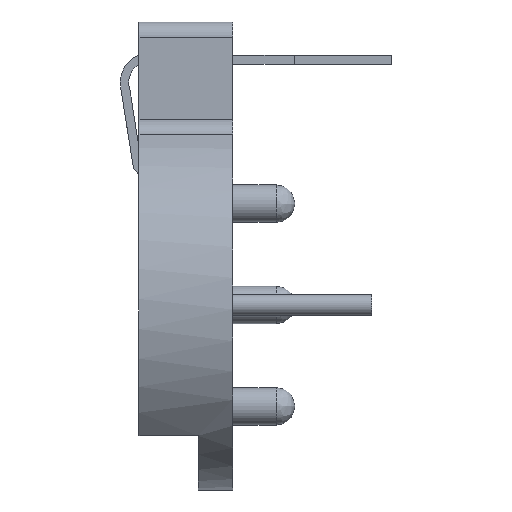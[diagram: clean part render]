
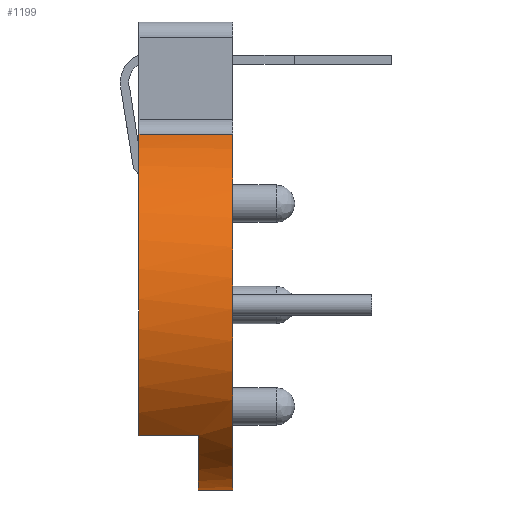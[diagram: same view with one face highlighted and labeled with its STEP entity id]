
A CAD part, left-side view. The second image highlights one B-rep face of the part: STEP entity #1199.
In plain terms, the highlighted cylindrical face has radius 7.531 mm (diameter 15.062 mm), a partial arc.
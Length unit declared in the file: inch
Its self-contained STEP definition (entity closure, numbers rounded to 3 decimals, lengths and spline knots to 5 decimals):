
#187 = AXIS2_PLACEMENT_3D ( 'NONE', #2216, #3225, #2428 ) ;
#258 = EDGE_CURVE ( 'NONE', #2949, #2845, #2826, .T. ) ;
#284 = DIRECTION ( 'NONE',  ( 0., -1., 0. ) ) ;
#413 = AXIS2_PLACEMENT_3D ( 'NONE', #2808, #1229, #3312 ) ;
#484 = VERTEX_POINT ( 'NONE', #2109 ) ;
#595 = ORIENTED_EDGE ( 'NONE', *, *, #1881, .T. ) ;
#725 = EDGE_CURVE ( 'NONE', #2333, #1692, #1728, .T. ) ;
#811 = EDGE_CURVE ( 'NONE', #2476, #2845, #1864, .T. ) ;
#829 = VECTOR ( 'NONE', #2490, 39.37008 ) ;
#1015 = CIRCLE ( 'NONE', #187, 0.2965 ) ;
#1022 = LINE ( 'NONE', #1296, #3033 ) ;
#1036 = ORIENTED_EDGE ( 'NONE', *, *, #725, .T. ) ;
#1051 = EDGE_CURVE ( 'NONE', #484, #2333, #3254, .T. ) ;
#1063 = CARTESIAN_POINT ( 'NONE',  ( 0., 0.15, -0.2965 ) ) ;
#1199 = ADVANCED_FACE ( 'NONE', ( #2750 ), #1993, .T. ) ;
#1229 = DIRECTION ( 'NONE',  ( 0., -1., 0. ) ) ;
#1293 = VECTOR ( 'NONE', #3100, 39.37008 ) ;
#1296 = CARTESIAN_POINT ( 'NONE',  ( -0.11344, 0.15, 0.27394 ) ) ;
#1406 = AXIS2_PLACEMENT_3D ( 'NONE', #2667, #2242, #2952 ) ;
#1516 = EDGE_LOOP ( 'NONE', ( #595, #2247, #1997, #1580, #1907, #1036 ) ) ;
#1580 = ORIENTED_EDGE ( 'NONE', *, *, #2037, .T. ) ;
#1692 = VERTEX_POINT ( 'NONE', #2727 ) ;
#1728 = LINE ( 'NONE', #2982, #829 ) ;
#1776 = CARTESIAN_POINT ( 'NONE',  ( 0., 0.055, -0.2965 ) ) ;
#1864 = CIRCLE ( 'NONE', #3054, 0.2965 ) ;
#1881 = EDGE_CURVE ( 'NONE', #1692, #2949, #1015, .T. ) ;
#1907 = ORIENTED_EDGE ( 'NONE', *, *, #1051, .T. ) ;
#1993 = CYLINDRICAL_SURFACE ( 'NONE', #1406, 0.2965 ) ;
#1997 = ORIENTED_EDGE ( 'NONE', *, *, #811, .F. ) ;
#2037 = EDGE_CURVE ( 'NONE', #2476, #484, #1022, .T. ) ;
#2109 = CARTESIAN_POINT ( 'NONE',  ( -0.11344, 0.15, 0.27394 ) ) ;
#2216 = CARTESIAN_POINT ( 'NONE',  ( 0., 0.055, 0. ) ) ;
#2242 = DIRECTION ( 'NONE',  ( 0., -1., 0. ) ) ;
#2247 = ORIENTED_EDGE ( 'NONE', *, *, #258, .T. ) ;
#2333 = VERTEX_POINT ( 'NONE', #2533 ) ;
#2391 = CARTESIAN_POINT ( 'NONE',  ( -0.11344, 0., 0.27394 ) ) ;
#2428 = DIRECTION ( 'NONE',  ( 0., 0., -1. ) ) ;
#2476 = VERTEX_POINT ( 'NONE', #2391 ) ;
#2490 = DIRECTION ( 'NONE',  ( 0., -1., 0. ) ) ;
#2533 = CARTESIAN_POINT ( 'NONE',  ( -0.20966, 0.15, -0.20966 ) ) ;
#2570 = CARTESIAN_POINT ( 'NONE',  ( 0., 0., 0. ) ) ;
#2667 = CARTESIAN_POINT ( 'NONE',  ( 0., 0.15, 0. ) ) ;
#2727 = CARTESIAN_POINT ( 'NONE',  ( -0.20966, 0.055, -0.20966 ) ) ;
#2750 = FACE_OUTER_BOUND ( 'NONE', #1516, .T. ) ;
#2808 = CARTESIAN_POINT ( 'NONE',  ( 0., 0.15, 0. ) ) ;
#2826 = LINE ( 'NONE', #1063, #1293 ) ;
#2845 = VERTEX_POINT ( 'NONE', #3016 ) ;
#2949 = VERTEX_POINT ( 'NONE', #1776 ) ;
#2952 = DIRECTION ( 'NONE',  ( 0., 0., -1. ) ) ;
#2982 = CARTESIAN_POINT ( 'NONE',  ( -0.20966, 0.15, -0.20966 ) ) ;
#3016 = CARTESIAN_POINT ( 'NONE',  ( 0., 0., -0.2965 ) ) ;
#3033 = VECTOR ( 'NONE', #3114, 39.37008 ) ;
#3054 = AXIS2_PLACEMENT_3D ( 'NONE', #2570, #284, #3068 ) ;
#3068 = DIRECTION ( 'NONE',  ( 0., 0., -1. ) ) ;
#3100 = DIRECTION ( 'NONE',  ( 0., -1., 0. ) ) ;
#3114 = DIRECTION ( 'NONE',  ( 0., 1., 0. ) ) ;
#3225 = DIRECTION ( 'NONE',  ( 0., -1., 0. ) ) ;
#3254 = CIRCLE ( 'NONE', #413, 0.2965 ) ;
#3312 = DIRECTION ( 'NONE',  ( 0., 0., -1. ) ) ;
